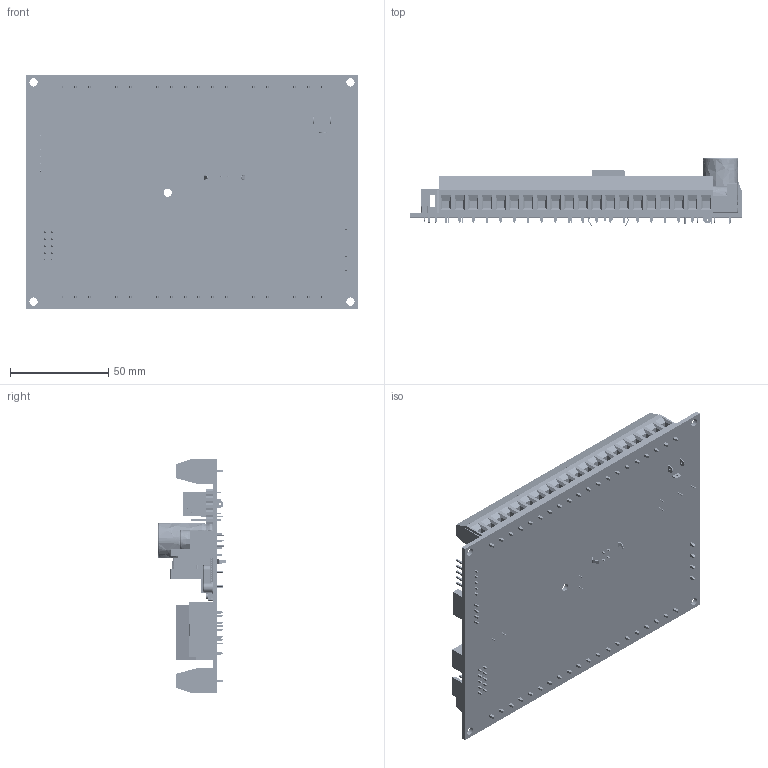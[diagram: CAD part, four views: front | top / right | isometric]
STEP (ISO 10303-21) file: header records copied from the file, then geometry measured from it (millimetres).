
FILE_DESCRIPTION(('FreeCAD Model'),'2;1');
FILE_NAME('Open CASCADE Shape Model','2025-05-05T04:42:28',('FreeCAD'),( 'FreeCAD'),'Open CASCADE STEP processor 7.6','FreeCAD','Unknown');
FILE_SCHEMA(('AUTOMOTIVE_DESIGN { 1 0 10303 214 1 1 1 1 }'));
Products named in the file (1): Open CASCADE STEP translator 7.6 1
Bounding box: 169.32 x 34.77 x 119.45 mm (x, y, z)
Volume: 122548.2 mm3; surface area: 92277 mm2
Topology: 39 solids, 39 shells, 8606 faces, 22974 edges, 15050 vertices
Faces by surface type: bspline 8606
Entity records: 320776 total; most frequent: CARTESIAN_POINT 184263, ORIENTED_EDGE 45876, EDGE_CURVE 22938, B_SPLINE_CURVE_WITH_KNOTS 18956, VERTEX_POINT 15050, FACE_BOUND 9298, EDGE_LOOP 9298, ADVANCED_FACE 8606
